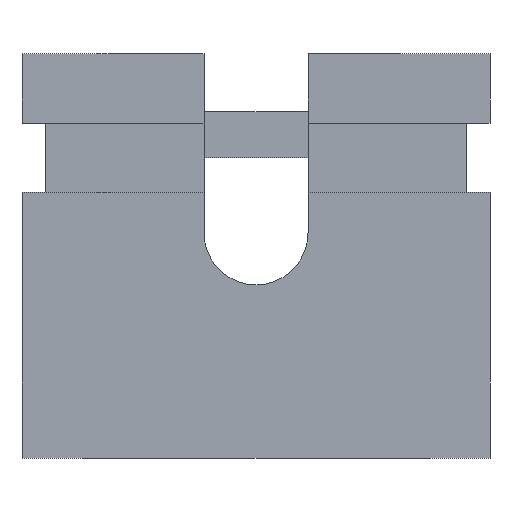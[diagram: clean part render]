
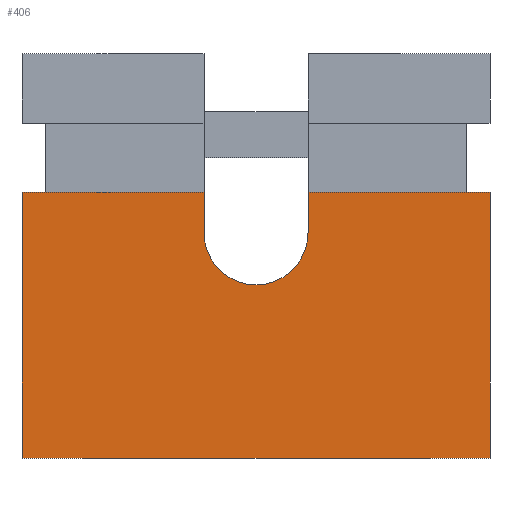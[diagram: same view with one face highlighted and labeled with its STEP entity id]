
A CAD part, front view. The second image highlights one B-rep face of the part: STEP entity #406.
In plain terms, the highlighted planar face has unit normal (0, -1, 0).
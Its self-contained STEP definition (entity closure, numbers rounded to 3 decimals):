
#45=CARTESIAN_POINT('',(2.025,-0.95,0.55));
#46=VERTEX_POINT('',#45);
#137=CARTESIAN_POINT('',(-2.025,-0.95,0.55));
#138=VERTEX_POINT('',#137);
#248=CARTESIAN_POINT('',(2.025,-0.95,-1.75));
#249=VERTEX_POINT('',#248);
#250=CARTESIAN_POINT('',(2.025,-0.95,0.55));
#251=DIRECTION('',(0.,0.,-1.));
#252=VECTOR('',#251,2.3);
#253=LINE('',#250,#252);
#254=EDGE_CURVE('',#46,#249,#253,.T.);
#336=CARTESIAN_POINT('',(0.,-0.95,-0.6));
#337=DIRECTION('',(1.,0.,0.));
#338=DIRECTION('',(0.,-1.,0.));
#339=AXIS2_PLACEMENT_3D('',#336,#338,#337);
#340=PLANE('',#339);
#341=CARTESIAN_POINT('',(-2.025,-0.95,-1.75));
#342=VERTEX_POINT('',#341);
#343=CARTESIAN_POINT('',(-2.025,-0.95,-1.75));
#344=DIRECTION('',(1.,0.,0.));
#345=VECTOR('',#344,4.05);
#346=LINE('',#343,#345);
#347=EDGE_CURVE('',#342,#249,#346,.T.);
#348=ORIENTED_EDGE('',*,*,#347,.T.);
#349=ORIENTED_EDGE('',*,*,#254,.F.);
#350=CARTESIAN_POINT('',(0.45,-0.95,0.55));
#351=VERTEX_POINT('',#350);
#352=CARTESIAN_POINT('',(2.025,-0.95,0.55));
#353=DIRECTION('',(-1.,0.,0.));
#354=VECTOR('',#353,1.575);
#355=LINE('',#352,#354);
#356=EDGE_CURVE('',#46,#351,#355,.T.);
#357=ORIENTED_EDGE('',*,*,#356,.T.);
#358=CARTESIAN_POINT('',(0.45,-0.95,0.2));
#359=VERTEX_POINT('',#358);
#360=CARTESIAN_POINT('',(0.45,-0.95,0.55));
#361=DIRECTION('',(0.,0.,-1.));
#362=VECTOR('',#361,0.35);
#363=LINE('',#360,#362);
#364=EDGE_CURVE('',#351,#359,#363,.T.);
#365=ORIENTED_EDGE('',*,*,#364,.T.);
#366=CARTESIAN_POINT('',(0.,-0.95,-0.25));
#367=VERTEX_POINT('',#366);
#368=CARTESIAN_POINT('',(0.,-0.95,0.2));
#369=DIRECTION('',(1.,0.,0.));
#370=DIRECTION('',(0.,1.,0.));
#371=AXIS2_PLACEMENT_3D('',#368,#370,#369);
#372=CIRCLE('',#371,0.45);
#373=EDGE_CURVE('',#359,#367,#372,.T.);
#374=ORIENTED_EDGE('',*,*,#373,.T.);
#375=CARTESIAN_POINT('',(-0.45,-0.95,0.2));
#376=VERTEX_POINT('',#375);
#377=CARTESIAN_POINT('',(0.,-0.95,0.2));
#378=DIRECTION('',(0.,0.,-1.));
#379=DIRECTION('',(0.,1.,0.));
#380=AXIS2_PLACEMENT_3D('',#377,#379,#378);
#381=CIRCLE('',#380,0.45);
#382=EDGE_CURVE('',#367,#376,#381,.T.);
#383=ORIENTED_EDGE('',*,*,#382,.T.);
#384=CARTESIAN_POINT('',(-0.45,-0.95,0.55));
#385=VERTEX_POINT('',#384);
#386=CARTESIAN_POINT('',(-0.45,-0.95,0.2));
#387=DIRECTION('',(0.,0.,1.));
#388=VECTOR('',#387,0.35);
#389=LINE('',#386,#388);
#390=EDGE_CURVE('',#376,#385,#389,.T.);
#391=ORIENTED_EDGE('',*,*,#390,.T.);
#392=CARTESIAN_POINT('',(-0.45,-0.95,0.55));
#393=DIRECTION('',(-1.,0.,0.));
#394=VECTOR('',#393,1.575);
#395=LINE('',#392,#394);
#396=EDGE_CURVE('',#385,#138,#395,.T.);
#397=ORIENTED_EDGE('',*,*,#396,.T.);
#398=CARTESIAN_POINT('',(-2.025,-0.95,0.55));
#399=DIRECTION('',(0.,0.,-1.));
#400=VECTOR('',#399,2.3);
#401=LINE('',#398,#400);
#402=EDGE_CURVE('',#138,#342,#401,.T.);
#403=ORIENTED_EDGE('',*,*,#402,.T.);
#404=EDGE_LOOP('',(#348,#349,#357,#365,#374,#383,#391,#397,#403));
#405=FACE_OUTER_BOUND('',#404,.T.);
#406=ADVANCED_FACE('',(#405),#340,.T.);
